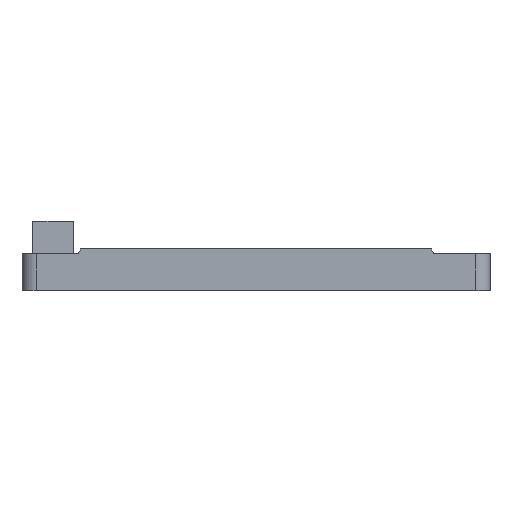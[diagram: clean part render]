
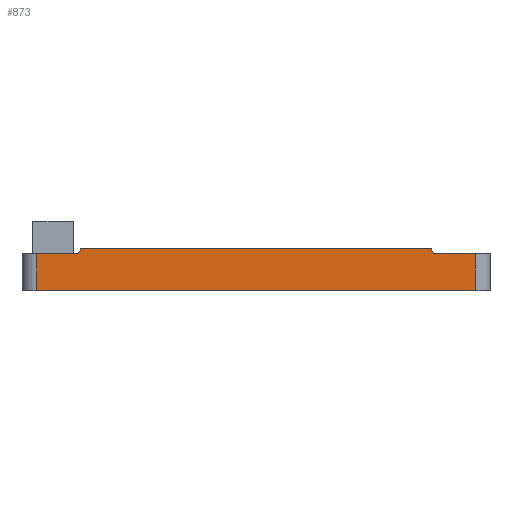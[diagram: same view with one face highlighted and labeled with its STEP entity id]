
A CAD part, top view. The second image highlights one B-rep face of the part: STEP entity #873.
In plain terms, the highlighted planar face has unit normal (0, 0, 1).
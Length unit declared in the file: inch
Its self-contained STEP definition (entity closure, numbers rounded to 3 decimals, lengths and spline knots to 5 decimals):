
#5 = LINE ( 'NONE', #1078, #2580 ) ;
#60 = VERTEX_POINT ( 'NONE', #1888 ) ;
#64 = DIRECTION ( 'NONE',  ( 0.447, 0.894, 0. ) ) ;
#68 = CARTESIAN_POINT ( 'NONE',  ( -1.41732, 0.33465, 1.06299 ) ) ;
#96 = CARTESIAN_POINT ( 'NONE',  ( -1.89173, 0., 1.06299 ) ) ;
#135 = EDGE_CURVE ( 'NONE', #2568, #892, #2622, .T. ) ;
#183 = LINE ( 'NONE', #560, #1633 ) ;
#237 = EDGE_CURVE ( 'NONE', #317, #529, #489, .T. ) ;
#241 = EDGE_LOOP ( 'NONE', ( #2693, #919, #1892, #2662, #2173, #452, #2158, #2368 ) ) ;
#292 = LINE ( 'NONE', #96, #1188 ) ;
#296 = CARTESIAN_POINT ( 'NONE',  ( 1.43701, 0.29528, 1.06299 ) ) ;
#317 = VERTEX_POINT ( 'NONE', #2649 ) ;
#381 = DIRECTION ( 'NONE',  ( 0., -1., 0. ) ) ;
#443 = VECTOR ( 'NONE', #381, 39.37008 ) ;
#444 = AXIS2_PLACEMENT_3D ( 'NONE', #494, #910, #1730 ) ;
#452 = ORIENTED_EDGE ( 'NONE', *, *, #1532, .F. ) ;
#464 = EDGE_CURVE ( 'NONE', #60, #529, #1440, .T. ) ;
#489 = LINE ( 'NONE', #296, #1308 ) ;
#494 = CARTESIAN_POINT ( 'NONE',  ( -1.89173, 0.33465, 1.06299 ) ) ;
#510 = LINE ( 'NONE', #1352, #1717 ) ;
#518 = CARTESIAN_POINT ( 'NONE',  ( -1.77362, 0., 1.06299 ) ) ;
#529 = VERTEX_POINT ( 'NONE', #1343 ) ;
#560 = CARTESIAN_POINT ( 'NONE',  ( -1.43701, 0.29528, 1.06299 ) ) ;
#616 = DIRECTION ( 'NONE',  ( 0., 1., 0. ) ) ;
#670 = VERTEX_POINT ( 'NONE', #1435 ) ;
#824 = CARTESIAN_POINT ( 'NONE',  ( 1.77362, 0.33465, 1.06299 ) ) ;
#873 = ADVANCED_FACE ( 'NONE', ( #1706 ), #889, .F. ) ;
#889 = PLANE ( 'NONE',  #444 ) ;
#892 = VERTEX_POINT ( 'NONE', #68 ) ;
#910 = DIRECTION ( 'NONE',  ( 0., 0., -1. ) ) ;
#919 = ORIENTED_EDGE ( 'NONE', *, *, #237, .F. ) ;
#1049 = DIRECTION ( 'NONE',  ( 0.447, -0.894, 0. ) ) ;
#1078 = CARTESIAN_POINT ( 'NONE',  ( 1.41732, 0.33465, 1.06299 ) ) ;
#1081 = DIRECTION ( 'NONE',  ( 1., 0., 0. ) ) ;
#1085 = EDGE_CURVE ( 'NONE', #892, #1529, #510, .T. ) ;
#1132 = VERTEX_POINT ( 'NONE', #518 ) ;
#1166 = CARTESIAN_POINT ( 'NONE',  ( -1.43701, 0.29528, 1.06299 ) ) ;
#1188 = VECTOR ( 'NONE', #1548, 39.37008 ) ;
#1235 = CARTESIAN_POINT ( 'NONE',  ( -1.77362, 0.33465, 1.06299 ) ) ;
#1273 = LINE ( 'NONE', #1235, #443 ) ;
#1308 = VECTOR ( 'NONE', #1081, 39.37008 ) ;
#1343 = CARTESIAN_POINT ( 'NONE',  ( 1.77362, 0.29528, 1.06299 ) ) ;
#1352 = CARTESIAN_POINT ( 'NONE',  ( -1.89173, 0.33465, 1.06299 ) ) ;
#1396 = EDGE_CURVE ( 'NONE', #1132, #60, #292, .T. ) ;
#1435 = CARTESIAN_POINT ( 'NONE',  ( -1.77362, 0.29528, 1.06299 ) ) ;
#1437 = CARTESIAN_POINT ( 'NONE',  ( 1.41732, 0.33465, 1.06299 ) ) ;
#1440 = LINE ( 'NONE', #824, #1442 ) ;
#1442 = VECTOR ( 'NONE', #616, 39.37008 ) ;
#1529 = VERTEX_POINT ( 'NONE', #1437 ) ;
#1532 = EDGE_CURVE ( 'NONE', #670, #2568, #183, .T. ) ;
#1548 = DIRECTION ( 'NONE',  ( 1., 0., 0. ) ) ;
#1553 = CARTESIAN_POINT ( 'NONE',  ( -1.43701, 0.29528, 1.06299 ) ) ;
#1633 = VECTOR ( 'NONE', #1671, 39.37008 ) ;
#1671 = DIRECTION ( 'NONE',  ( 1., 0., 0. ) ) ;
#1706 = FACE_OUTER_BOUND ( 'NONE', #241, .T. ) ;
#1717 = VECTOR ( 'NONE', #2005, 39.37008 ) ;
#1730 = DIRECTION ( 'NONE',  ( -1., 0., 0. ) ) ;
#1888 = CARTESIAN_POINT ( 'NONE',  ( 1.77362, 0., 1.06299 ) ) ;
#1892 = ORIENTED_EDGE ( 'NONE', *, *, #1919, .F. ) ;
#1919 = EDGE_CURVE ( 'NONE', #1529, #317, #5, .T. ) ;
#2005 = DIRECTION ( 'NONE',  ( 1., 0., 0. ) ) ;
#2158 = ORIENTED_EDGE ( 'NONE', *, *, #2684, .T. ) ;
#2173 = ORIENTED_EDGE ( 'NONE', *, *, #135, .F. ) ;
#2343 = VECTOR ( 'NONE', #64, 39.37008 ) ;
#2368 = ORIENTED_EDGE ( 'NONE', *, *, #1396, .T. ) ;
#2568 = VERTEX_POINT ( 'NONE', #1166 ) ;
#2580 = VECTOR ( 'NONE', #1049, 39.37008 ) ;
#2622 = LINE ( 'NONE', #1553, #2343 ) ;
#2649 = CARTESIAN_POINT ( 'NONE',  ( 1.43701, 0.29528, 1.06299 ) ) ;
#2662 = ORIENTED_EDGE ( 'NONE', *, *, #1085, .F. ) ;
#2684 = EDGE_CURVE ( 'NONE', #670, #1132, #1273, .T. ) ;
#2693 = ORIENTED_EDGE ( 'NONE', *, *, #464, .T. ) ;
